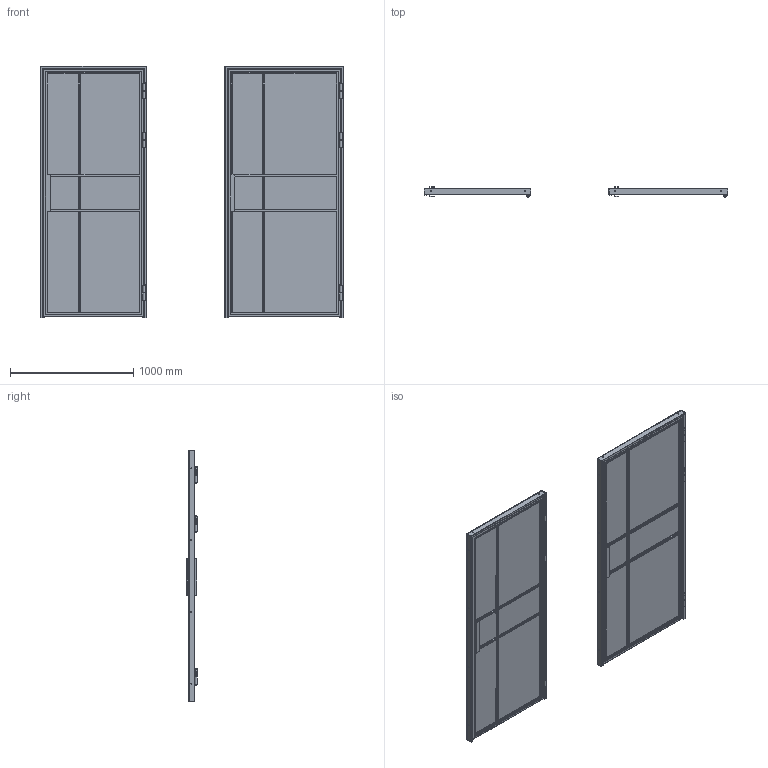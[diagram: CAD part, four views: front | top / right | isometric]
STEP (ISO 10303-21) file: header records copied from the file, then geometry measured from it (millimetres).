
FILE_DESCRIPTION(/* description */ (''),/* implementation_level */ '2;1');
FILE_NAME(/* name */ '050287_A_2-Skrzydło LOFT STALOWE model 4..stp',/* time_stamp */ '2025-03-06T11:48:53+01:00',/* author */ (''),/* organization */ (''),/* preprocessor_version */ 'ST-DEVELOPER v16',/* originating_system */ 'SIEMENS PLM Software NX 11.0',/* authorisation */ '');
FILE_SCHEMA (('AUTOMOTIVE_DESIGN { 1 0 10303 214 3 1 1 1 }'));
Products named in the file (1): bkni3DD885E1oyk5
Bounding box: 2464 x 83 x 2048 mm (x, y, z)
Volume: 93791056.9 mm3; surface area: 54259775.8 mm2
Topology: 330 solids, 342 shells, 6648 faces, 15512 edges, 9846 vertices
Faces by surface type: plane 3888, cylinder 2240, bspline 364, cone 156
Full cylindrical faces by diameter (mm): 3.5 x60, 7.5 x60, 8 x60, 9 x60, 9.5 x60, 10.5 x60, 12 x156, 18 x36
Entity records: 208813 total; most frequent: CARTESIAN_POINT 59115, DIRECTION 29562, ORIENTED_EDGE 28792, EDGE_CURVE 14396, LINE 10040, VECTOR 10040, AXIS2_PLACEMENT_3D 9761, VERTEX_POINT 9646
